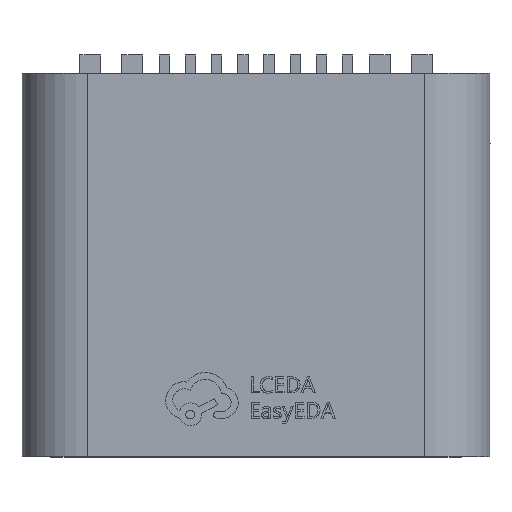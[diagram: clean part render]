
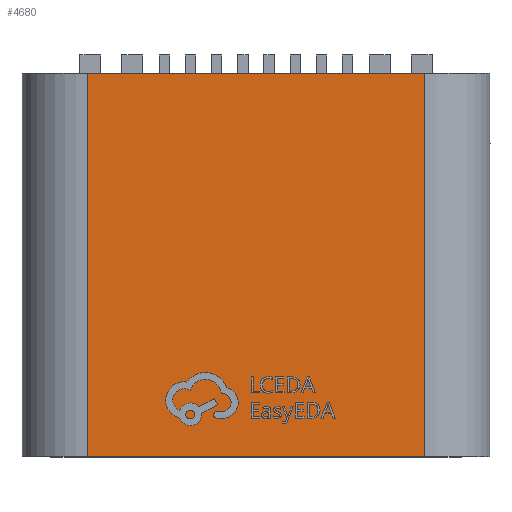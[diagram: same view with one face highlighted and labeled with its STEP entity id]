
A CAD part, top view. The second image highlights one B-rep face of the part: STEP entity #4680.
In plain terms, the highlighted planar face has unit normal (0, 0, 1).
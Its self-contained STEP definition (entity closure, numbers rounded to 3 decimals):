
#1453 = CARTESIAN_POINT ( 'NONE',  ( -3.22, -3.665, 1.58 ) ) ;
#1542 = VECTOR ( 'NONE', #13855, 1000. ) ;
#1983 = DIRECTION ( 'NONE',  ( 0., -1., 0. ) ) ;
#3258 = VECTOR ( 'NONE', #4844, 1000. ) ;
#4426 = VERTEX_POINT ( 'NONE', #19753 ) ;
#4680 = ADVANCED_FACE ( 'NONE', ( #14901 ), #20229, .T. ) ;
#4745 = LINE ( 'NONE', #11622, #3258 ) ;
#4844 = DIRECTION ( 'NONE',  ( 0., -1., 0. ) ) ;
#6569 = LINE ( 'NONE', #1453, #10151 ) ;
#7121 = LINE ( 'NONE', #17501, #1542 ) ;
#7919 = CARTESIAN_POINT ( 'NONE',  ( 3.22, 3.665, 1.58 ) ) ;
#8264 = DIRECTION ( 'NONE',  ( -1., 0., 0. ) ) ;
#9868 = EDGE_LOOP ( 'NONE', ( #16373, #17234, #19009, #12670 ) ) ;
#10137 = EDGE_CURVE ( 'NONE', #13652, #13955, #4745, .T. ) ;
#10151 = VECTOR ( 'NONE', #8264, 1000. ) ;
#10650 = EDGE_CURVE ( 'NONE', #13955, #17550, #6569, .T. ) ;
#11622 = CARTESIAN_POINT ( 'NONE',  ( 3.22, 3.665, 1.58 ) ) ;
#11640 = DIRECTION ( 'NONE',  ( 0., 0., 1. ) ) ;
#12670 = ORIENTED_EDGE ( 'NONE', *, *, #10137, .F. ) ;
#13401 = EDGE_CURVE ( 'NONE', #4426, #17550, #17472, .T. ) ;
#13652 = VERTEX_POINT ( 'NONE', #7919 ) ;
#13855 = DIRECTION ( 'NONE',  ( -1., 0., 0. ) ) ;
#13955 = VERTEX_POINT ( 'NONE', #15319 ) ;
#14531 = AXIS2_PLACEMENT_3D ( 'NONE', #18210, #11640, #20332 ) ;
#14901 = FACE_OUTER_BOUND ( 'NONE', #9868, .T. ) ;
#15319 = CARTESIAN_POINT ( 'NONE',  ( 3.22, -3.665, 1.58 ) ) ;
#16009 = CARTESIAN_POINT ( 'NONE',  ( -3.22, 3.665, 1.58 ) ) ;
#16373 = ORIENTED_EDGE ( 'NONE', *, *, #21398, .T. ) ;
#17234 = ORIENTED_EDGE ( 'NONE', *, *, #13401, .T. ) ;
#17472 = LINE ( 'NONE', #16009, #20345 ) ;
#17501 = CARTESIAN_POINT ( 'NONE',  ( -3.22, 3.665, 1.58 ) ) ;
#17550 = VERTEX_POINT ( 'NONE', #19697 ) ;
#18210 = CARTESIAN_POINT ( 'NONE',  ( -3.22, 3.665, 1.58 ) ) ;
#19009 = ORIENTED_EDGE ( 'NONE', *, *, #10650, .F. ) ;
#19697 = CARTESIAN_POINT ( 'NONE',  ( -3.22, -3.665, 1.58 ) ) ;
#19753 = CARTESIAN_POINT ( 'NONE',  ( -3.22, 3.665, 1.58 ) ) ;
#20229 = PLANE ( 'NONE',  #14531 ) ;
#20332 = DIRECTION ( 'NONE',  ( 0., -1., 0. ) ) ;
#20345 = VECTOR ( 'NONE', #1983, 1000. ) ;
#21398 = EDGE_CURVE ( 'NONE', #13652, #4426, #7121, .T. ) ;
